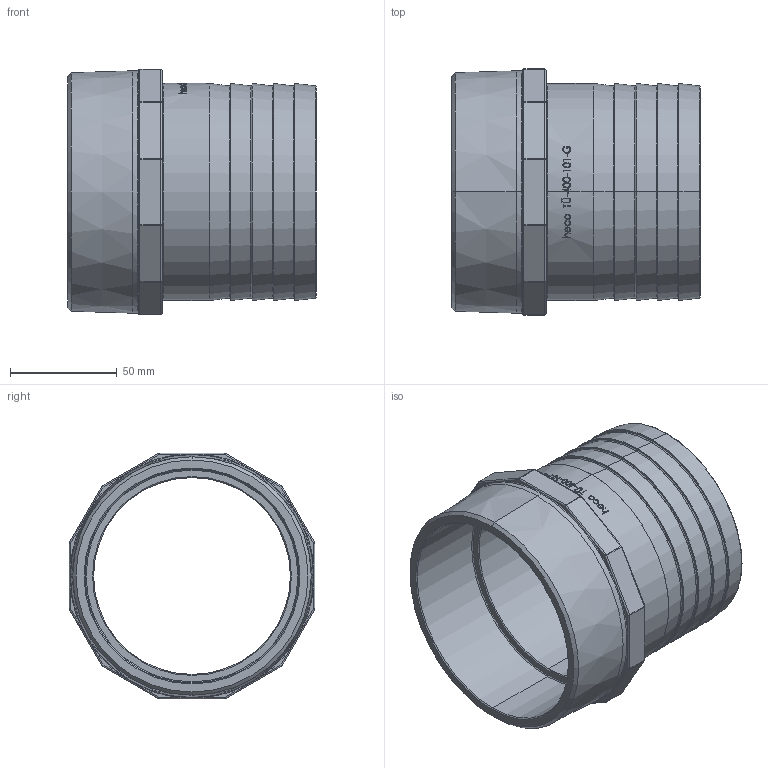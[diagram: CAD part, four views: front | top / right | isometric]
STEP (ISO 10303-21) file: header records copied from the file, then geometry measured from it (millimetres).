
FILE_DESCRIPTION (( 'STEP AP214' ), '1' );
FILE_NAME ('TÜ-400-101-G Tülle.STEP', '2018-05-30T07:32:19', ( '' ), ( '' ), 'SwSTEP 2.0', 'SolidWorks 2016', '' );
FILE_SCHEMA (( 'AUTOMOTIVE_DESIGN' ));
Length unit declared in the file: millimetre
Products named in the file (1): TÜ-400-101-G Tülle
Bounding box: 116 x 115 x 115 mm (x, y, z)
Volume: 201608.9 mm3; surface area: 80360.1 mm2
Topology: 1 solids, 1 shells, 352 faces, 838 edges, 504 vertices
Faces by surface type: bspline 106, plane 88, cylinder 70, torus 34, cone 30, sphere 24
Entity records: 26538 total; most frequent: CARTESIAN_POINT 17296, ORIENTED_EDGE 1660, DIRECTION 1275, EDGE_CURVE 830, AXIS2_PLACEMENT_3D 521, VERTEX_POINT 504, EDGE_LOOP 378, FACE_OUTER_BOUND 352
